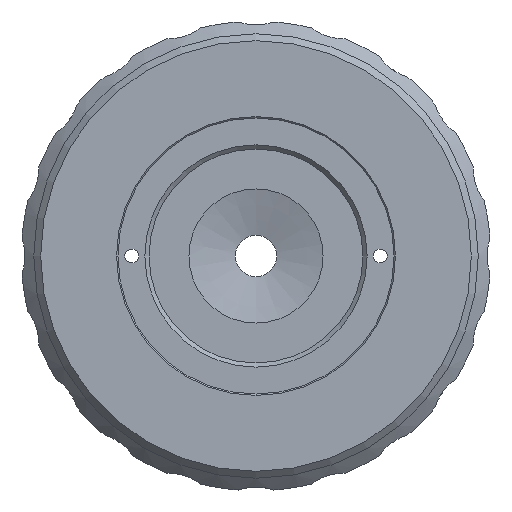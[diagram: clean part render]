
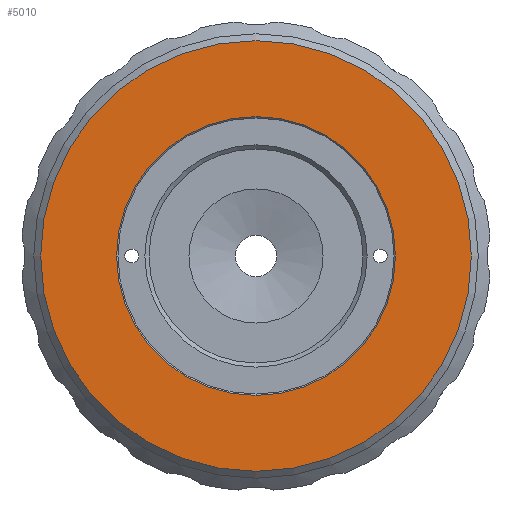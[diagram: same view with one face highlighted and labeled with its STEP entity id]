
A CAD part, front view. The second image highlights one B-rep face of the part: STEP entity #5010.
In plain terms, the highlighted planar face has unit normal (0, -1, 0).
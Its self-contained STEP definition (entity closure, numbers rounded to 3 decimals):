
#5 = ORIENTED_EDGE ( 'NONE', *, *, #4738, .T. ) ;
#628 = ORIENTED_EDGE ( 'NONE', *, *, #1918, .F. ) ;
#1245 = CARTESIAN_POINT ( 'NONE',  ( 0., 2.191, 17.164 ) ) ;
#1301 = CIRCLE ( 'NONE', #3029, 15.6 ) ;
#1511 = AXIS2_PLACEMENT_3D ( 'NONE', #3694, #3722, #3277 ) ;
#1518 = CARTESIAN_POINT ( 'NONE',  ( 0., 2.191, 1.564 ) ) ;
#1907 = EDGE_LOOP ( 'NONE', ( #628 ) ) ;
#1918 = EDGE_CURVE ( 'NONE', #4540, #4540, #1301, .T. ) ;
#2344 = AXIS2_PLACEMENT_3D ( 'NONE', #1245, #4712, #4229 ) ;
#2510 = PLANE ( 'NONE',  #2344 ) ;
#3029 = AXIS2_PLACEMENT_3D ( 'NONE', #1518, #3253, #4972 ) ;
#3253 = DIRECTION ( 'NONE',  ( 0., 1., 0. ) ) ;
#3277 = DIRECTION ( 'NONE',  ( 0., 0., -1. ) ) ;
#3694 = CARTESIAN_POINT ( 'NONE',  ( 0., 2.191, 1.564 ) ) ;
#3722 = DIRECTION ( 'NONE',  ( 0., 1., 0. ) ) ;
#3888 = VERTEX_POINT ( 'NONE', #4850 ) ;
#4119 = EDGE_LOOP ( 'NONE', ( #5 ) ) ;
#4229 = DIRECTION ( 'NONE',  ( 0., 0., -1. ) ) ;
#4540 = VERTEX_POINT ( 'NONE', #5339 ) ;
#4712 = DIRECTION ( 'NONE',  ( 0., -1., 0. ) ) ;
#4738 = EDGE_CURVE ( 'NONE', #3888, #3888, #5497, .T. ) ;
#4850 = CARTESIAN_POINT ( 'NONE',  ( 0., 2.191, -8.536 ) ) ;
#4972 = DIRECTION ( 'NONE',  ( -1., 0., 0. ) ) ;
#5010 = ADVANCED_FACE ( 'NONE', ( #5162, #5134 ), #2510, .T. ) ;
#5134 = FACE_OUTER_BOUND ( 'NONE', #1907, .T. ) ;
#5162 = FACE_BOUND ( 'NONE', #4119, .T. ) ;
#5339 = CARTESIAN_POINT ( 'NONE',  ( -15.6, 2.191, 1.564 ) ) ;
#5497 = CIRCLE ( 'NONE', #1511, 10.1 ) ;
